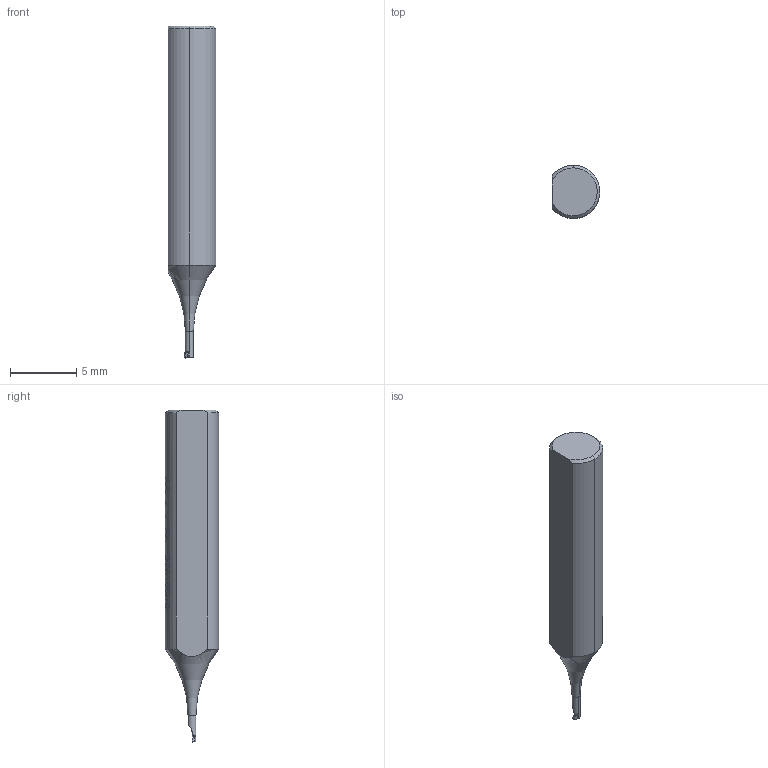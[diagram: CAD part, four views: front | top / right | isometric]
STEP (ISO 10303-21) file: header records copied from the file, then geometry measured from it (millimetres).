
FILE_DESCRIPTION(('no description'),'unknown implementation level');
FILE_NAME('B54C8ABE-1566-4CB3-9EA2-F76CFA8B4711_export.stp',' ',('CIMSOURCE GmbH'),('CADClick - KiM GmbH - www.kimweb.de'),'unknown preprocess','ACIS','unknown authorization');
FILE_SCHEMA(('automotive_design'));
Length unit declared in the file: millimetre
Products named in the file (1): Schnitt-Linear austragen17
Bounding box: 3.6 x 4 x 25 mm (x, y, z)
Volume: 229.5 mm3; surface area: 267.7 mm2
Topology: 1 solids, 1 shells, 433 faces, 1241 edges, 823 vertices
Faces by surface type: plane 211, bspline 110, cylinder 105, cone 4, torus 3
Entity records: 38379 total; most frequent: CARTESIAN_POINT 14242, STYLED_ITEM 2488, PRESENTATION_STYLE_ASSIGNMENT 2488, COLOUR_RGB 2488, ORIENTED_EDGE 2470, DIRECTION 1738, EDGE_CURVE 1235, CURVE_STYLE 1235
